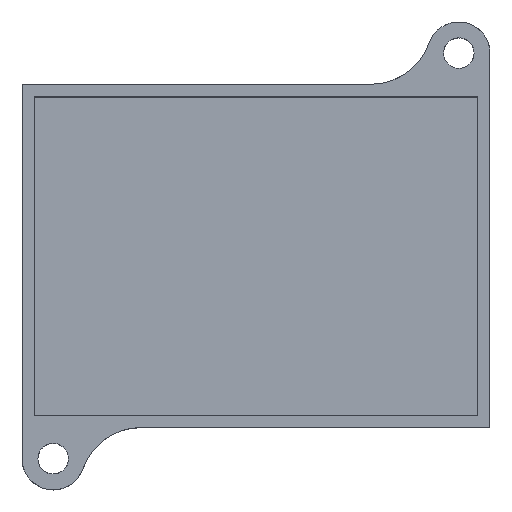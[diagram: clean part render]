
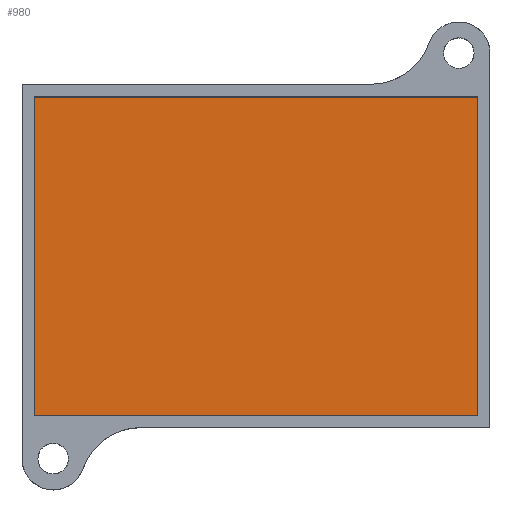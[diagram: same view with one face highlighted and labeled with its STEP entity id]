
A CAD part, top view. The second image highlights one B-rep face of the part: STEP entity #980.
In plain terms, the highlighted planar face has unit normal (0, 0, 1).
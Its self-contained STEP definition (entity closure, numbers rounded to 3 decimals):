
#941=CARTESIAN_POINT('Axis2P3D Location',(0.,0.,2.)) ;
#946=CARTESIAN_POINT('Line Origine',(35.5,0.,2.)) ;
#950=CARTESIAN_POINT('Vertex',(35.5,-25.5,2.)) ;
#952=CARTESIAN_POINT('Vertex',(35.5,25.5,2.)) ;
#955=CARTESIAN_POINT('Line Origine',(0.,25.5,2.)) ;
#959=CARTESIAN_POINT('Vertex',(-35.5,25.5,2.)) ;
#962=CARTESIAN_POINT('Line Origine',(-35.5,0.,2.)) ;
#966=CARTESIAN_POINT('Vertex',(-35.5,-25.5,2.)) ;
#969=CARTESIAN_POINT('Line Origine',(0.,-25.5,2.)) ;
#942=DIRECTION('Axis2P3D Direction',(0.,0.,1.)) ;
#943=DIRECTION('Axis2P3D XDirection',(1.,0.,0.)) ;
#947=DIRECTION('Vector Direction',(0.,1.,0.)) ;
#956=DIRECTION('Vector Direction',(1.,0.,0.)) ;
#963=DIRECTION('Vector Direction',(0.,-1.,0.)) ;
#970=DIRECTION('Vector Direction',(-1.,0.,0.)) ;
#944=AXIS2_PLACEMENT_3D('Plane Axis2P3D',#941,#942,#943) ;
#975=ORIENTED_EDGE('',*,*,#954,.T.) ;
#976=ORIENTED_EDGE('',*,*,#961,.T.) ;
#977=ORIENTED_EDGE('',*,*,#968,.T.) ;
#978=ORIENTED_EDGE('',*,*,#973,.T.) ;
#948=VECTOR('Line Direction',#947,1.) ;
#957=VECTOR('Line Direction',#956,1.) ;
#964=VECTOR('Line Direction',#963,1.) ;
#971=VECTOR('Line Direction',#970,1.) ;
#980=ADVANCED_FACE('PartBody',(#979),#945,.T.) ;
#954=EDGE_CURVE('',#951,#953,#949,.T.) ;
#961=EDGE_CURVE('',#953,#960,#958,.F.) ;
#968=EDGE_CURVE('',#960,#967,#965,.T.) ;
#973=EDGE_CURVE('',#967,#951,#972,.F.) ;
#974=EDGE_LOOP('',(#975,#976,#977,#978)) ;
#979=FACE_OUTER_BOUND('',#974,.T.) ;
#949=LINE('Line',#946,#948) ;
#958=LINE('Line',#955,#957) ;
#965=LINE('Line',#962,#964) ;
#972=LINE('Line',#969,#971) ;
#945=PLANE('',#944) ;
#951=VERTEX_POINT('',#950) ;
#953=VERTEX_POINT('',#952) ;
#960=VERTEX_POINT('',#959) ;
#967=VERTEX_POINT('',#966) ;
